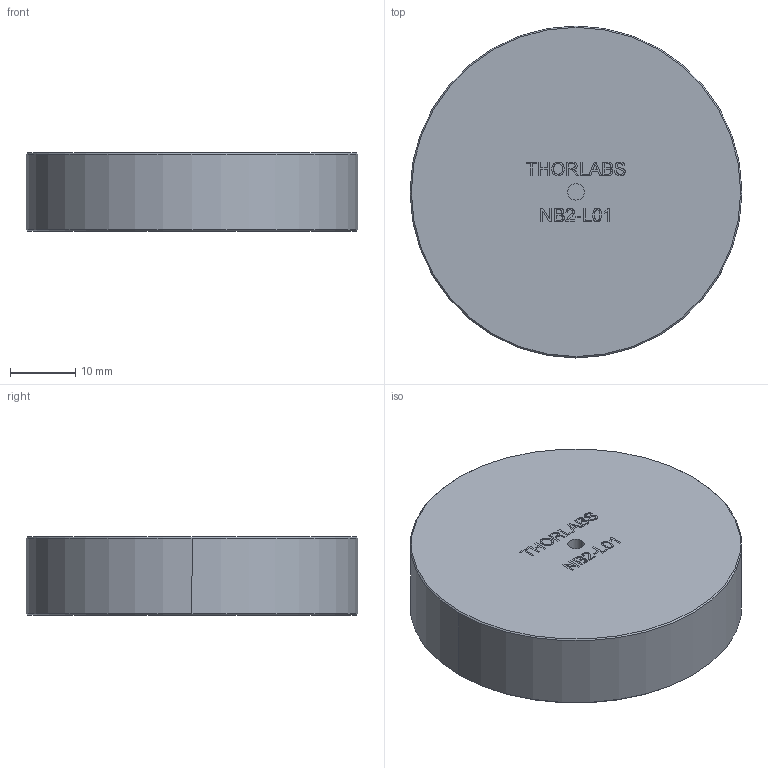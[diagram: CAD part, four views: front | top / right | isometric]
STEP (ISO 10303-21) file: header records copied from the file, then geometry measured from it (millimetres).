
FILE_DESCRIPTION (( 'STEP AP203' ), '1' );
FILE_NAME ('24655-E0W.STEP', '2013-03-19T19:11:36', ( 'Admin' ), ( 'Thorlabs, Inc.' ), 'SwSTEP 2.0', 'SolidWorks 2012', '' );
FILE_SCHEMA (( 'CONFIG_CONTROL_DESIGN' ));
Length unit declared in the file: millimetre
Products named in the file (1): 24655-E0W
Bounding box: 50.8 x 50.8 x 12 mm (x, y, z)
Surface area: 5961.7 mm2 (no closed solid volume)
Topology: 0 solids, 1 shells, 33 faces, 190 edges, 182 vertices
Faces by surface type: plane 25, cylinder 4, cone 4
Entity records: 3077 total; most frequent: CARTESIAN_POINT 1528, ORIENTED_EDGE 378, DIRECTION 197, EDGE_CURVE 190, VERTEX_POINT 182, VECTOR 105, LINE 105, B_SPLINE_CURVE_WITH_KNOTS 73
